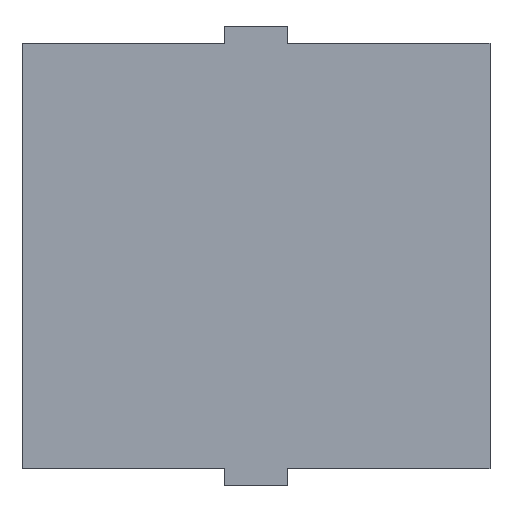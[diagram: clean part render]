
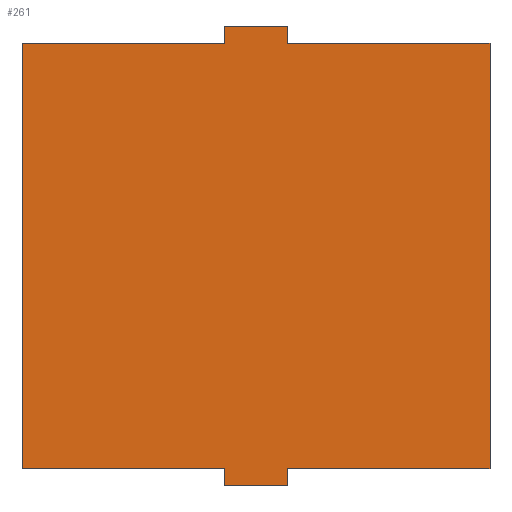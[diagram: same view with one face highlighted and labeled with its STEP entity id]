
A CAD part, front view. The second image highlights one B-rep face of the part: STEP entity #261.
In plain terms, the highlighted planar face has unit normal (0, -1, 0).
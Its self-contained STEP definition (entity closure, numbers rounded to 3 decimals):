
#15=FACE_OUTER_BOUND('',#29,.T.);
#29=EDGE_LOOP('',(#175,#176,#177,#178,#179,#180,#181,#182,#183,#184,#185,
#186));
#43=LINE('',#379,#79);
#44=LINE('',#381,#80);
#45=LINE('',#383,#81);
#46=LINE('',#385,#82);
#47=LINE('',#387,#83);
#48=LINE('',#389,#84);
#49=LINE('',#391,#85);
#50=LINE('',#393,#86);
#51=LINE('',#395,#87);
#52=LINE('',#397,#88);
#53=LINE('',#399,#89);
#54=LINE('',#400,#90);
#79=VECTOR('',#313,10.);
#80=VECTOR('',#314,10.);
#81=VECTOR('',#315,10.);
#82=VECTOR('',#316,10.);
#83=VECTOR('',#317,10.);
#84=VECTOR('',#318,10.);
#85=VECTOR('',#319,10.);
#86=VECTOR('',#320,10.);
#87=VECTOR('',#321,10.);
#88=VECTOR('',#322,10.);
#89=VECTOR('',#323,10.);
#90=VECTOR('',#324,10.);
#115=VERTEX_POINT('',#377);
#116=VERTEX_POINT('',#378);
#117=VERTEX_POINT('',#380);
#118=VERTEX_POINT('',#382);
#119=VERTEX_POINT('',#384);
#120=VERTEX_POINT('',#386);
#121=VERTEX_POINT('',#388);
#122=VERTEX_POINT('',#390);
#123=VERTEX_POINT('',#392);
#124=VERTEX_POINT('',#394);
#125=VERTEX_POINT('',#396);
#126=VERTEX_POINT('',#398);
#139=EDGE_CURVE('',#115,#116,#43,.T.);
#140=EDGE_CURVE('',#116,#117,#44,.T.);
#141=EDGE_CURVE('',#117,#118,#45,.T.);
#142=EDGE_CURVE('',#118,#119,#46,.T.);
#143=EDGE_CURVE('',#119,#120,#47,.T.);
#144=EDGE_CURVE('',#120,#121,#48,.T.);
#145=EDGE_CURVE('',#121,#122,#49,.T.);
#146=EDGE_CURVE('',#122,#123,#50,.T.);
#147=EDGE_CURVE('',#123,#124,#51,.T.);
#148=EDGE_CURVE('',#124,#125,#52,.T.);
#149=EDGE_CURVE('',#125,#126,#53,.T.);
#150=EDGE_CURVE('',#126,#115,#54,.T.);
#175=ORIENTED_EDGE('',*,*,#139,.T.);
#176=ORIENTED_EDGE('',*,*,#140,.T.);
#177=ORIENTED_EDGE('',*,*,#141,.T.);
#178=ORIENTED_EDGE('',*,*,#142,.T.);
#179=ORIENTED_EDGE('',*,*,#143,.T.);
#180=ORIENTED_EDGE('',*,*,#144,.T.);
#181=ORIENTED_EDGE('',*,*,#145,.T.);
#182=ORIENTED_EDGE('',*,*,#146,.T.);
#183=ORIENTED_EDGE('',*,*,#147,.T.);
#184=ORIENTED_EDGE('',*,*,#148,.T.);
#185=ORIENTED_EDGE('',*,*,#149,.T.);
#186=ORIENTED_EDGE('',*,*,#150,.T.);
#247=PLANE('',#295);
#261=ADVANCED_FACE('',(#15),#247,.T.);
#295=AXIS2_PLACEMENT_3D('',#376,#311,#312);
#311=DIRECTION('center_axis',(0.,-1.,0.));
#312=DIRECTION('ref_axis',(0.,0.,-1.));
#313=DIRECTION('',(-1.,0.,0.));
#314=DIRECTION('',(0.,0.,-1.));
#315=DIRECTION('',(1.,0.,0.));
#316=DIRECTION('',(0.,0.,-1.));
#317=DIRECTION('',(1.,0.,0.));
#318=DIRECTION('',(0.,0.,1.));
#319=DIRECTION('',(1.,0.,0.));
#320=DIRECTION('',(0.,0.,1.));
#321=DIRECTION('',(-1.,0.,0.));
#322=DIRECTION('',(0.,0.,1.));
#323=DIRECTION('',(-1.,0.,0.));
#324=DIRECTION('',(0.,0.,-1.));
#376=CARTESIAN_POINT('Origin',(0.,-2.,0.));
#377=CARTESIAN_POINT('',(-7.5,-2.,50.));
#378=CARTESIAN_POINT('',(-55.,-2.,50.));
#379=CARTESIAN_POINT('',(-55.,-2.,50.));
#380=CARTESIAN_POINT('',(-55.,-2.,-50.));
#381=CARTESIAN_POINT('',(-55.,-2.,-50.));
#382=CARTESIAN_POINT('',(-7.5,-2.,-50.));
#383=CARTESIAN_POINT('',(55.,-2.,-50.));
#384=CARTESIAN_POINT('',(-7.5,-2.,-54.));
#385=CARTESIAN_POINT('',(-7.5,-2.,-54.));
#386=CARTESIAN_POINT('',(7.5,-2.,-54.));
#387=CARTESIAN_POINT('',(7.5,-2.,-54.));
#388=CARTESIAN_POINT('',(7.5,-2.,-50.));
#389=CARTESIAN_POINT('',(7.5,-2.,-50.));
#390=CARTESIAN_POINT('',(55.,-2.,-50.));
#391=CARTESIAN_POINT('',(55.,-2.,-50.));
#392=CARTESIAN_POINT('',(55.,-2.,50.));
#393=CARTESIAN_POINT('',(55.,-2.,50.));
#394=CARTESIAN_POINT('',(7.5,-2.,50.));
#395=CARTESIAN_POINT('',(-55.,-2.,50.));
#396=CARTESIAN_POINT('',(7.5,-2.,54.));
#397=CARTESIAN_POINT('',(7.5,-2.,54.));
#398=CARTESIAN_POINT('',(-7.5,-2.,54.));
#399=CARTESIAN_POINT('',(-7.5,-2.,54.));
#400=CARTESIAN_POINT('',(-7.5,-2.,50.));
